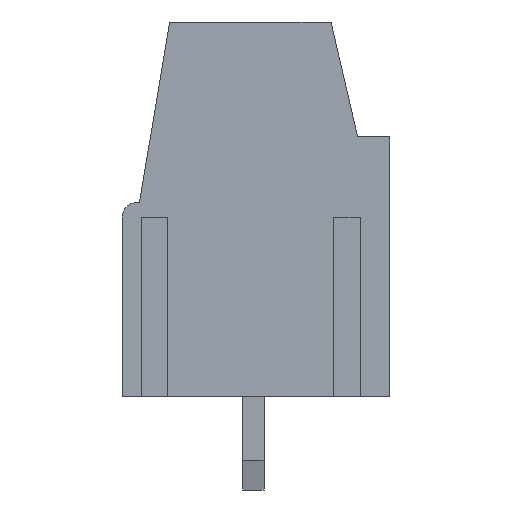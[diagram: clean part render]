
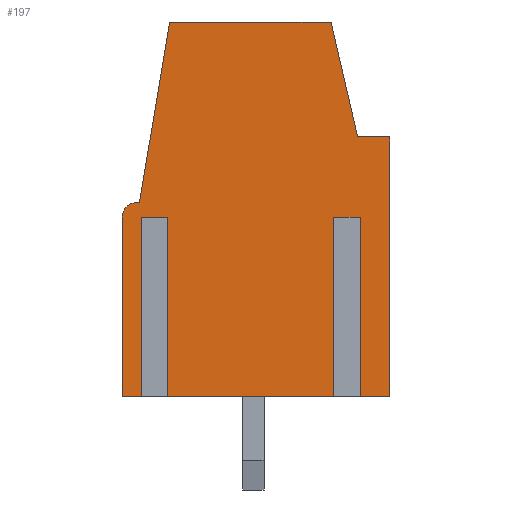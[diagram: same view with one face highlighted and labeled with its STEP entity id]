
A CAD part, left-side view. The second image highlights one B-rep face of the part: STEP entity #197.
In plain terms, the highlighted planar face has unit normal (-1, 0, 0).
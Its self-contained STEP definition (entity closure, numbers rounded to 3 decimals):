
#44 = DIRECTION ( 'NONE',  ( 0., 1., 0. ) ) ;
#100 = LINE ( 'NONE', #6792, #20902 ) ;
#197 = ADVANCED_FACE ( 'NONE', ( #30748 ), #19050, .T. ) ;
#410 = VECTOR ( 'NONE', #12864, 1000. ) ;
#790 = CARTESIAN_POINT ( 'NONE',  ( -5.08, 4.35, 6.7 ) ) ;
#863 = ORIENTED_EDGE ( 'NONE', *, *, #12870, .F. ) ;
#935 = CARTESIAN_POINT ( 'NONE',  ( -5.08, -3.9, 9.7 ) ) ;
#958 = EDGE_LOOP ( 'NONE', ( #24896, #21343, #11489, #17314, #28796, #18192, #9894, #18961, #26510, #26628, #17604, #2461, #29575, #16940, #863, #30639, #31163 ) ) ;
#1032 = CARTESIAN_POINT ( 'NONE',  ( -5.08, 3.48, 6.7 ) ) ;
#1506 = EDGE_CURVE ( 'NONE', #22400, #19754, #28157, .T. ) ;
#1757 = DIRECTION ( 'NONE',  ( 1., 0., 0. ) ) ;
#1918 = EDGE_CURVE ( 'NONE', #29230, #9037, #18604, .T. ) ;
#2319 = CARTESIAN_POINT ( 'NONE',  ( -5.08, 3.92, 6.7 ) ) ;
#2461 = ORIENTED_EDGE ( 'NONE', *, *, #8464, .F. ) ;
#2596 = VECTOR ( 'NONE', #15397, 1000. ) ;
#2720 = LINE ( 'NONE', #5594, #27267 ) ;
#2869 = EDGE_CURVE ( 'NONE', #23285, #5390, #30479, .T. ) ;
#3233 = CARTESIAN_POINT ( 'NONE',  ( -5.08, -3.28, 6.7 ) ) ;
#4189 = DIRECTION ( 'NONE',  ( 0., 0., 1. ) ) ;
#4369 = DIRECTION ( 'NONE',  ( 0., -1., 0. ) ) ;
#4503 = LINE ( 'NONE', #6735, #19653 ) ;
#4613 = EDGE_CURVE ( 'NONE', #12732, #13529, #18477, .T. ) ;
#4836 = CARTESIAN_POINT ( 'NONE',  ( -5.08, 3.92, 0. ) ) ;
#5286 = VERTEX_POINT ( 'NONE', #6953 ) ;
#5390 = VERTEX_POINT ( 'NONE', #18553 ) ;
#5594 = CARTESIAN_POINT ( 'NONE',  ( -5.08, 3.128, 14. ) ) ;
#5875 = DIRECTION ( 'NONE',  ( 1., 0., 0. ) ) ;
#6735 = CARTESIAN_POINT ( 'NONE',  ( -5.08, -3.72, 6.7 ) ) ;
#6792 = CARTESIAN_POINT ( 'NONE',  ( -5.08, 4.9, 6.7 ) ) ;
#6953 = CARTESIAN_POINT ( 'NONE',  ( -5.08, -2.907, 14. ) ) ;
#7202 = DIRECTION ( 'NONE',  ( 0., 1., 0. ) ) ;
#7294 = AXIS2_PLACEMENT_3D ( 'NONE', #790, #5875, #20257 ) ;
#7355 = DIRECTION ( 'NONE',  ( 0., 0., -1. ) ) ;
#7595 = CARTESIAN_POINT ( 'NONE',  ( -5.08, -3.28, 0. ) ) ;
#7699 = AXIS2_PLACEMENT_3D ( 'NONE', #23606, #8913, #4189 ) ;
#8003 = VECTOR ( 'NONE', #14049, 1000. ) ;
#8328 = VERTEX_POINT ( 'NONE', #7595 ) ;
#8428 = CARTESIAN_POINT ( 'NONE',  ( -5.08, 3.48, 6.7 ) ) ;
#8464 = EDGE_CURVE ( 'NONE', #5286, #23285, #28823, .T. ) ;
#8754 = CARTESIAN_POINT ( 'NONE',  ( -5.08, -3.28, 6.7 ) ) ;
#8831 = CARTESIAN_POINT ( 'NONE',  ( -5.08, 3.48, 0. ) ) ;
#8913 = DIRECTION ( 'NONE',  ( -1., 0., 0. ) ) ;
#9037 = VERTEX_POINT ( 'NONE', #8831 ) ;
#9114 = EDGE_CURVE ( 'NONE', #8328, #9037, #13478, .T. ) ;
#9206 = EDGE_CURVE ( 'NONE', #15329, #8328, #27591, .T. ) ;
#9710 = CARTESIAN_POINT ( 'NONE',  ( -5.08, 3.92, 6.7 ) ) ;
#9798 = VERTEX_POINT ( 'NONE', #24814 ) ;
#9818 = EDGE_CURVE ( 'NONE', #5390, #14176, #13060, .T. ) ;
#9894 = ORIENTED_EDGE ( 'NONE', *, *, #25351, .F. ) ;
#9965 = VECTOR ( 'NONE', #4369, 1000. ) ;
#10687 = CARTESIAN_POINT ( 'NONE',  ( -5.08, -5.1, 0. ) ) ;
#10916 = DIRECTION ( 'NONE',  ( 0., 0., 1. ) ) ;
#11053 = VERTEX_POINT ( 'NONE', #26120 ) ;
#11489 = ORIENTED_EDGE ( 'NONE', *, *, #28767, .F. ) ;
#11921 = VECTOR ( 'NONE', #19504, 1000. ) ;
#12501 = VECTOR ( 'NONE', #22283, 1000. ) ;
#12732 = VERTEX_POINT ( 'NONE', #4836 ) ;
#12864 = DIRECTION ( 'NONE',  ( 0., 0., -1. ) ) ;
#12870 = EDGE_CURVE ( 'NONE', #9798, #22017, #30466, .T. ) ;
#13060 = LINE ( 'NONE', #10687, #2596 ) ;
#13318 = EDGE_CURVE ( 'NONE', #13529, #11053, #100, .T. ) ;
#13430 = CARTESIAN_POINT ( 'NONE',  ( -5.08, 4.35, 6.7 ) ) ;
#13478 = LINE ( 'NONE', #27745, #15486 ) ;
#13529 = VERTEX_POINT ( 'NONE', #30925 ) ;
#14049 = DIRECTION ( 'NONE',  ( 0., 0., -1. ) ) ;
#14176 = VERTEX_POINT ( 'NONE', #20841 ) ;
#14768 = VECTOR ( 'NONE', #20331, 1000. ) ;
#15174 = DIRECTION ( 'NONE',  ( 0., -0.165, 0.986 ) ) ;
#15329 = VERTEX_POINT ( 'NONE', #8754 ) ;
#15397 = DIRECTION ( 'NONE',  ( 0., 0., -1. ) ) ;
#15486 = VECTOR ( 'NONE', #17854, 1000. ) ;
#16196 = VERTEX_POINT ( 'NONE', #16876 ) ;
#16300 = EDGE_CURVE ( 'NONE', #16196, #5286, #20607, .T. ) ;
#16341 = DIRECTION ( 'NONE',  ( 0., 0., 1. ) ) ;
#16547 = LINE ( 'NONE', #18758, #24169 ) ;
#16876 = CARTESIAN_POINT ( 'NONE',  ( -5.08, 3.128, 14. ) ) ;
#16940 = ORIENTED_EDGE ( 'NONE', *, *, #17050, .F. ) ;
#17050 = EDGE_CURVE ( 'NONE', #22017, #16196, #2720, .T. ) ;
#17314 = ORIENTED_EDGE ( 'NONE', *, *, #1918, .T. ) ;
#17604 = ORIENTED_EDGE ( 'NONE', *, *, #2869, .F. ) ;
#17661 = CARTESIAN_POINT ( 'NONE',  ( -5.08, -2.907, 14. ) ) ;
#17827 = CIRCLE ( 'NONE', #7294, 0.55 ) ;
#17854 = DIRECTION ( 'NONE',  ( 0., 1., 0. ) ) ;
#18192 = ORIENTED_EDGE ( 'NONE', *, *, #9206, .F. ) ;
#18384 = LINE ( 'NONE', #28687, #28281 ) ;
#18477 = LINE ( 'NONE', #22578, #12501 ) ;
#18553 = CARTESIAN_POINT ( 'NONE',  ( -5.08, -5.1, 9.7 ) ) ;
#18604 = LINE ( 'NONE', #8428, #14768 ) ;
#18758 = CARTESIAN_POINT ( 'NONE',  ( -5.08, 3.48, 6.7 ) ) ;
#18961 = ORIENTED_EDGE ( 'NONE', *, *, #1506, .T. ) ;
#19050 = PLANE ( 'NONE',  #7699 ) ;
#19504 = DIRECTION ( 'NONE',  ( 0., -0.225, -0.974 ) ) ;
#19653 = VECTOR ( 'NONE', #44, 1000. ) ;
#19754 = VERTEX_POINT ( 'NONE', #26795 ) ;
#20121 = DIRECTION ( 'NONE',  ( 0., -1., 0. ) ) ;
#20257 = DIRECTION ( 'NONE',  ( 0., 0., 1. ) ) ;
#20319 = EDGE_CURVE ( 'NONE', #27843, #12732, #25760, .T. ) ;
#20331 = DIRECTION ( 'NONE',  ( 0., 0., -1. ) ) ;
#20365 = EDGE_CURVE ( 'NONE', #14176, #19754, #18384, .T. ) ;
#20607 = LINE ( 'NONE', #17661, #26694 ) ;
#20841 = CARTESIAN_POINT ( 'NONE',  ( -5.08, -5.1, 0. ) ) ;
#20872 = AXIS2_PLACEMENT_3D ( 'NONE', #13430, #1757, #10916 ) ;
#20902 = VECTOR ( 'NONE', #16341, 1000. ) ;
#21214 = VECTOR ( 'NONE', #7355, 1000. ) ;
#21343 = ORIENTED_EDGE ( 'NONE', *, *, #20319, .F. ) ;
#22017 = VERTEX_POINT ( 'NONE', #24096 ) ;
#22283 = DIRECTION ( 'NONE',  ( 0., 1., 0. ) ) ;
#22400 = VERTEX_POINT ( 'NONE', #28497 ) ;
#22578 = CARTESIAN_POINT ( 'NONE',  ( -5.08, 4.9, 0. ) ) ;
#23133 = DIRECTION ( 'NONE',  ( 0., 1., 0. ) ) ;
#23285 = VERTEX_POINT ( 'NONE', #935 ) ;
#23606 = CARTESIAN_POINT ( 'NONE',  ( -5.08, 4.35, 6.7 ) ) ;
#24096 = CARTESIAN_POINT ( 'NONE',  ( -5.08, 4.259, 7.242 ) ) ;
#24169 = VECTOR ( 'NONE', #23133, 1000. ) ;
#24235 = CARTESIAN_POINT ( 'NONE',  ( -5.08, -3.9, 9.7 ) ) ;
#24814 = CARTESIAN_POINT ( 'NONE',  ( -5.08, 4.35, 7.25 ) ) ;
#24896 = ORIENTED_EDGE ( 'NONE', *, *, #4613, .F. ) ;
#25351 = EDGE_CURVE ( 'NONE', #22400, #15329, #4503, .T. ) ;
#25760 = LINE ( 'NONE', #9710, #21214 ) ;
#25879 = CARTESIAN_POINT ( 'NONE',  ( -5.08, -5.1, 9.7 ) ) ;
#26120 = CARTESIAN_POINT ( 'NONE',  ( -5.08, 4.9, 6.7 ) ) ;
#26510 = ORIENTED_EDGE ( 'NONE', *, *, #20365, .F. ) ;
#26628 = ORIENTED_EDGE ( 'NONE', *, *, #9818, .F. ) ;
#26694 = VECTOR ( 'NONE', #20121, 1000. ) ;
#26795 = CARTESIAN_POINT ( 'NONE',  ( -5.08, -3.72, 0. ) ) ;
#27267 = VECTOR ( 'NONE', #15174, 1000. ) ;
#27591 = LINE ( 'NONE', #3233, #410 ) ;
#27745 = CARTESIAN_POINT ( 'NONE',  ( -5.08, 4.9, 0. ) ) ;
#27843 = VERTEX_POINT ( 'NONE', #2319 ) ;
#28157 = LINE ( 'NONE', #31135, #8003 ) ;
#28281 = VECTOR ( 'NONE', #7202, 1000. ) ;
#28497 = CARTESIAN_POINT ( 'NONE',  ( -5.08, -3.72, 6.7 ) ) ;
#28687 = CARTESIAN_POINT ( 'NONE',  ( -5.08, 4.9, 0. ) ) ;
#28767 = EDGE_CURVE ( 'NONE', #29230, #27843, #16547, .T. ) ;
#28796 = ORIENTED_EDGE ( 'NONE', *, *, #9114, .F. ) ;
#28823 = LINE ( 'NONE', #24235, #11921 ) ;
#29230 = VERTEX_POINT ( 'NONE', #1032 ) ;
#29575 = ORIENTED_EDGE ( 'NONE', *, *, #16300, .F. ) ;
#30466 = CIRCLE ( 'NONE', #20872, 0.55 ) ;
#30479 = LINE ( 'NONE', #25879, #9965 ) ;
#30610 = EDGE_CURVE ( 'NONE', #11053, #9798, #17827, .T. ) ;
#30639 = ORIENTED_EDGE ( 'NONE', *, *, #30610, .F. ) ;
#30748 = FACE_OUTER_BOUND ( 'NONE', #958, .T. ) ;
#30925 = CARTESIAN_POINT ( 'NONE',  ( -5.08, 4.9, 0. ) ) ;
#31135 = CARTESIAN_POINT ( 'NONE',  ( -5.08, -3.72, 6.7 ) ) ;
#31163 = ORIENTED_EDGE ( 'NONE', *, *, #13318, .F. ) ;
